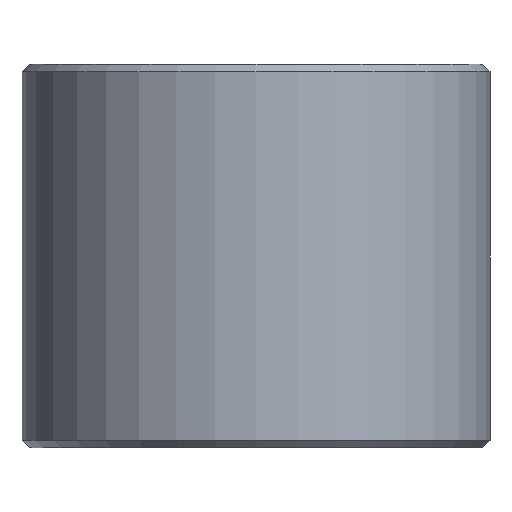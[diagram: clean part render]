
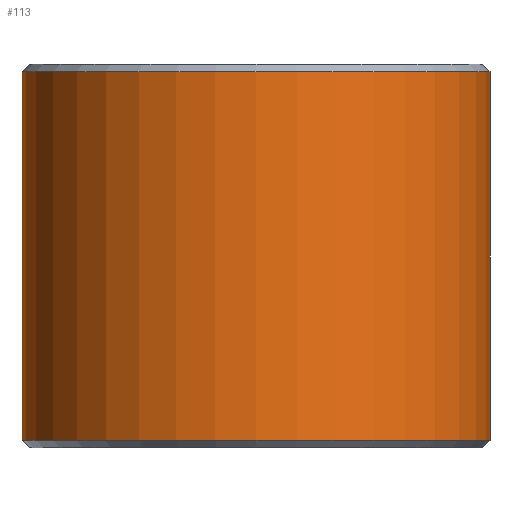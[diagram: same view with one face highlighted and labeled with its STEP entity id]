
A CAD part, front view. The second image highlights one B-rep face of the part: STEP entity #113.
In plain terms, the highlighted cylindrical face has radius 7.747 mm (diameter 15.494 mm), a partial arc.
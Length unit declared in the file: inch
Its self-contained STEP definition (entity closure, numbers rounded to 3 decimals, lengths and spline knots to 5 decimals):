
#5 = DIRECTION ( 'NONE',  ( 0., 0., -1. ) ) ;
#18 = CARTESIAN_POINT ( 'NONE',  ( 0.305, 0., 0.49 ) ) ;
#19 = LINE ( 'NONE', #115, #319 ) ;
#20 = DIRECTION ( 'NONE',  ( 0., 0., 1. ) ) ;
#22 = CARTESIAN_POINT ( 'NONE',  ( 0., 0., 0.01 ) ) ;
#40 = FACE_OUTER_BOUND ( 'NONE', #377, .T. ) ;
#50 = CARTESIAN_POINT ( 'NONE',  ( 0., 0., 0.49 ) ) ;
#57 = ORIENTED_EDGE ( 'NONE', *, *, #354, .T. ) ;
#74 = DIRECTION ( 'NONE',  ( 1., 0., 0. ) ) ;
#85 = LINE ( 'NONE', #249, #140 ) ;
#87 = DIRECTION ( 'NONE',  ( -1., 0., 0. ) ) ;
#93 = CARTESIAN_POINT ( 'NONE',  ( -0.305, 0., 0.49 ) ) ;
#106 = VERTEX_POINT ( 'NONE', #248 ) ;
#107 = CIRCLE ( 'NONE', #333, 0.305 ) ;
#113 = ADVANCED_FACE ( 'NONE', ( #40 ), #242, .T. ) ;
#115 = CARTESIAN_POINT ( 'NONE',  ( 0.305, 0., 0.5 ) ) ;
#135 = DIRECTION ( 'NONE',  ( 0., 0., -1. ) ) ;
#140 = VECTOR ( 'NONE', #5, 39.37008 ) ;
#153 = ORIENTED_EDGE ( 'NONE', *, *, #418, .T. ) ;
#155 = DIRECTION ( 'NONE',  ( 0., 0., -1. ) ) ;
#199 = DIRECTION ( 'NONE',  ( 1., 0., 0. ) ) ;
#214 = CARTESIAN_POINT ( 'NONE',  ( 0., 0., 0.5 ) ) ;
#224 = CARTESIAN_POINT ( 'NONE',  ( 0.305, 0., 0.01 ) ) ;
#232 = DIRECTION ( 'NONE',  ( 0., 0., -1. ) ) ;
#242 = CYLINDRICAL_SURFACE ( 'NONE', #362, 0.305 ) ;
#248 = CARTESIAN_POINT ( 'NONE',  ( -0.305, 0., 0.01 ) ) ;
#249 = CARTESIAN_POINT ( 'NONE',  ( -0.305, 0., 0.5 ) ) ;
#257 = AXIS2_PLACEMENT_3D ( 'NONE', #50, #232, #74 ) ;
#282 = VERTEX_POINT ( 'NONE', #224 ) ;
#305 = CIRCLE ( 'NONE', #257, 0.305 ) ;
#319 = VECTOR ( 'NONE', #135, 39.37008 ) ;
#333 = AXIS2_PLACEMENT_3D ( 'NONE', #22, #20, #199 ) ;
#343 = VERTEX_POINT ( 'NONE', #18 ) ;
#354 = EDGE_CURVE ( 'NONE', #106, #282, #107, .T. ) ;
#362 = AXIS2_PLACEMENT_3D ( 'NONE', #214, #155, #87 ) ;
#374 = VERTEX_POINT ( 'NONE', #93 ) ;
#377 = EDGE_LOOP ( 'NONE', ( #423, #153, #380, #57 ) ) ;
#380 = ORIENTED_EDGE ( 'NONE', *, *, #414, .T. ) ;
#413 = EDGE_CURVE ( 'NONE', #343, #282, #19, .T. ) ;
#414 = EDGE_CURVE ( 'NONE', #374, #106, #85, .T. ) ;
#418 = EDGE_CURVE ( 'NONE', #343, #374, #305, .T. ) ;
#423 = ORIENTED_EDGE ( 'NONE', *, *, #413, .F. ) ;
